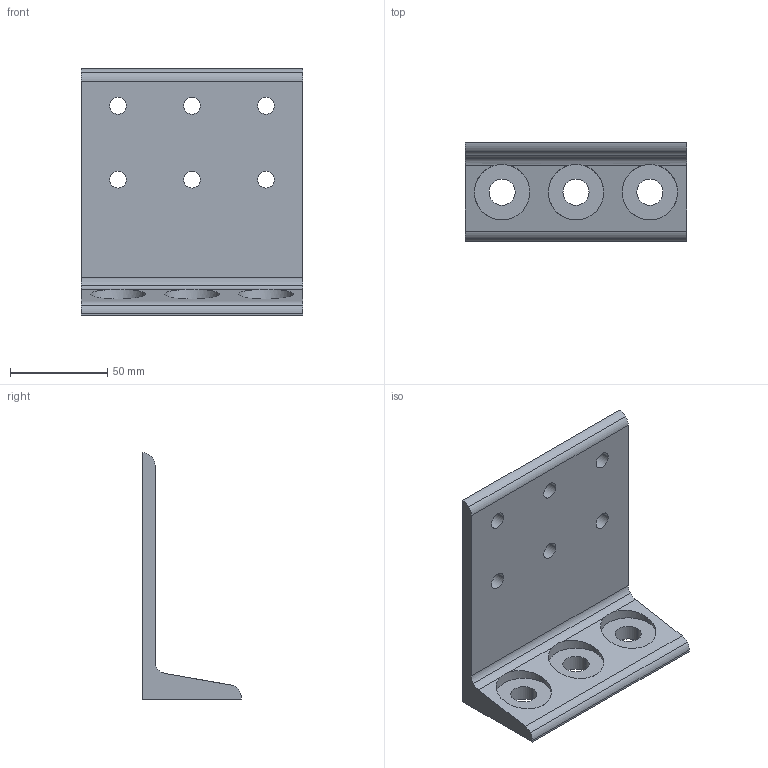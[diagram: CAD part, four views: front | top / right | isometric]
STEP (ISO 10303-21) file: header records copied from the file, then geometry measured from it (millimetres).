
FILE_DESCRIPTION((''),'2;1');
FILE_NAME('15FF5815.stp','2006-03-13T15:38:35',('Shawn Mantel'),('Faztek, LLC'),'Mechanical Desktop 2005','Mechanical Desktop 2005',', , ');
FILE_SCHEMA(('CONFIG_CONTROL_DESIGN'));
Length unit declared in the file: inch
Products named in the file (1): Product
Bounding box: 114.3 x 50.8 x 127 mm (x, y, z)
Volume: 132141.5 mm3; surface area: 42847.3 mm2
Topology: 1 solids, 1 shells, 40 faces, 114 edges, 76 vertices
Faces by surface type: cylinder 30, plane 10
Entity records: 1483 total; most frequent: DIRECTION 256, CARTESIAN_POINT 246, ORIENTED_EDGE 228, EDGE_CURVE 114, AXIS2_PLACEMENT_3D 104, VERTEX_POINT 76, EDGE_LOOP 58, CIRCLE 54
